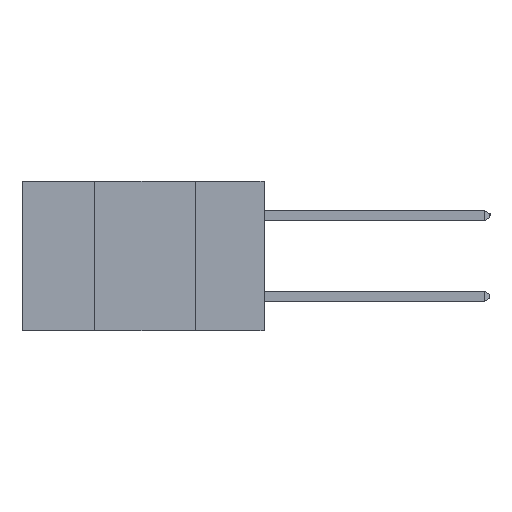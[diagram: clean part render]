
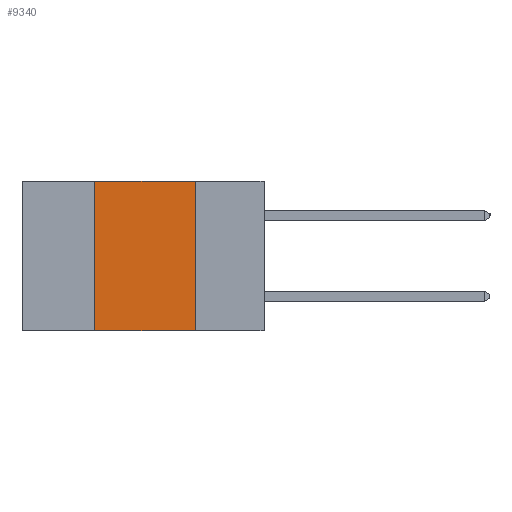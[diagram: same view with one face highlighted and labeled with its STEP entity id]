
A CAD part, left-side view. The second image highlights one B-rep face of the part: STEP entity #9340.
In plain terms, the highlighted planar face has unit normal (-1, 0, 0).
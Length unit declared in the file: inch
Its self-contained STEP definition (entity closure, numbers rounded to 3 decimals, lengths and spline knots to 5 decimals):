
#193 = VERTEX_POINT ( 'NONE', #5298 ) ;
#1029 = LINE ( 'NONE', #10257, #3523 ) ;
#1402 = DIRECTION ( 'NONE',  ( 1., 0., 0. ) ) ;
#1751 = VERTEX_POINT ( 'NONE', #12462 ) ;
#2867 = EDGE_CURVE ( 'NONE', #5866, #193, #10992, .T. ) ;
#3157 = VERTEX_POINT ( 'NONE', #4413 ) ;
#3523 = VECTOR ( 'NONE', #12344, 39.37008 ) ;
#3682 = DIRECTION ( 'NONE',  ( 0., 0., 1. ) ) ;
#3689 = CARTESIAN_POINT ( 'NONE',  ( 0., 0.17, -0.37 ) ) ;
#3749 = CARTESIAN_POINT ( 'NONE',  ( 0., 0.42, -0.37 ) ) ;
#4413 = CARTESIAN_POINT ( 'NONE',  ( 0., 0.17, -0.37 ) ) ;
#4483 = FACE_OUTER_BOUND ( 'NONE', #4557, .T. ) ;
#4557 = EDGE_LOOP ( 'NONE', ( #10593, #6346, #10679, #6963 ) ) ;
#5298 = CARTESIAN_POINT ( 'NONE',  ( 0., 0.42, 0. ) ) ;
#5365 = DIRECTION ( 'NONE',  ( 0., 0., -1. ) ) ;
#5866 = VERTEX_POINT ( 'NONE', #8061 ) ;
#5986 = EDGE_CURVE ( 'NONE', #193, #1751, #1029, .T. ) ;
#6346 = ORIENTED_EDGE ( 'NONE', *, *, #5986, .F. ) ;
#6963 = ORIENTED_EDGE ( 'NONE', *, *, #7751, .T. ) ;
#7208 = DIRECTION ( 'NONE',  ( 0., -1., 0. ) ) ;
#7320 = VECTOR ( 'NONE', #7855, 39.37008 ) ;
#7751 = EDGE_CURVE ( 'NONE', #5866, #3157, #12525, .T. ) ;
#7855 = DIRECTION ( 'NONE',  ( 0., 0., -1. ) ) ;
#7931 = VECTOR ( 'NONE', #7208, 39.37008 ) ;
#8061 = CARTESIAN_POINT ( 'NONE',  ( 0., 0.42, -0.37 ) ) ;
#8111 = CARTESIAN_POINT ( 'NONE',  ( 0., 0.6, -0.37 ) ) ;
#9340 = ADVANCED_FACE ( 'NONE', ( #4483 ), #11774, .F. ) ;
#10106 = AXIS2_PLACEMENT_3D ( 'NONE', #12794, #1402, #5365 ) ;
#10257 = CARTESIAN_POINT ( 'NONE',  ( 0., 0.6, 0. ) ) ;
#10593 = ORIENTED_EDGE ( 'NONE', *, *, #12553, .F. ) ;
#10679 = ORIENTED_EDGE ( 'NONE', *, *, #2867, .F. ) ;
#10992 = LINE ( 'NONE', #3749, #12134 ) ;
#11774 = PLANE ( 'NONE',  #10106 ) ;
#12134 = VECTOR ( 'NONE', #3682, 39.37008 ) ;
#12344 = DIRECTION ( 'NONE',  ( 0., -1., 0. ) ) ;
#12462 = CARTESIAN_POINT ( 'NONE',  ( 0., 0.17, 0. ) ) ;
#12525 = LINE ( 'NONE', #8111, #7931 ) ;
#12553 = EDGE_CURVE ( 'NONE', #1751, #3157, #12960, .T. ) ;
#12794 = CARTESIAN_POINT ( 'NONE',  ( 0., 0.6, 0. ) ) ;
#12960 = LINE ( 'NONE', #3689, #7320 ) ;
